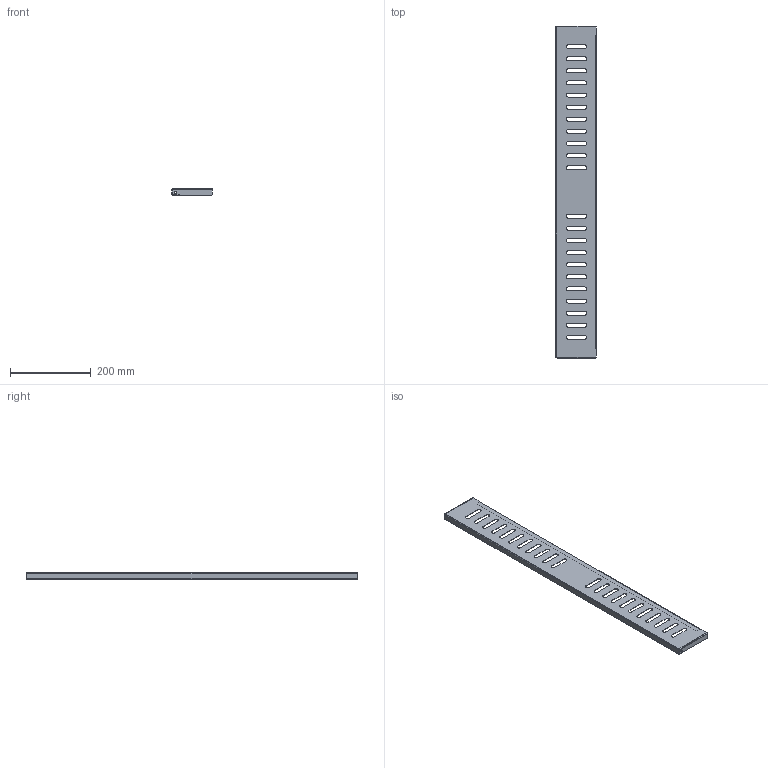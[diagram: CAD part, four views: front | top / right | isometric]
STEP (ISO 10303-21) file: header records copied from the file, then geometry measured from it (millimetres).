
FILE_DESCRIPTION(/* description */ (''),/* implementation_level */ '2;1');
FILE_NAME(/* name */ 'Door Metal Part.ipt.step',/* time_stamp */ '2022-11-29T08:33:11+01:00',/* author */ ('diederichbenedict'),/* organization */ (''),/* preprocessor_version */ 'ST-DEVELOPER v18.1',/* originating_system */ 'Autodesk Inventor 2022',/* authorisation */ '');
FILE_SCHEMA (('AUTOMOTIVE_DESIGN { 1 0 10303 214 3 1 1 }','TECHNICAL_DATA_PACKAGING'));
Length unit declared in the file: millimetre
Products named in the file (1): Door Metal Part
Bounding box: 100 x 822 x 16 mm (x, y, z)
Volume: 141682.4 mm3; surface area: 241534.9 mm2
Topology: 1 solids, 1 shells, 162 faces, 432 edges, 272 vertices
Faces by surface type: plane 88, cylinder 70, bspline 4
Full cylindrical faces by diameter (mm): 5.1 x2
Entity records: 5686 total; most frequent: CARTESIAN_POINT 1431, DIRECTION 874, ORIENTED_EDGE 864, EDGE_CURVE 432, LINE 292, VECTOR 292, AXIS2_PLACEMENT_3D 291, VERTEX_POINT 272
